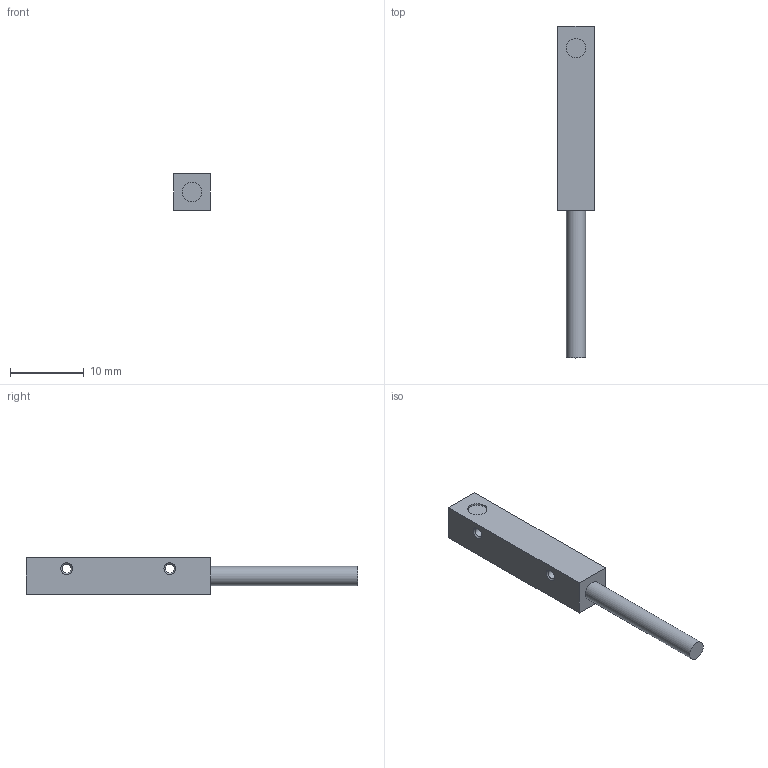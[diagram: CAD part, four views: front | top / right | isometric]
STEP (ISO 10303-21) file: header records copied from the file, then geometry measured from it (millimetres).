
FILE_DESCRIPTION(/* description */ (''),/* implementation_level */ '2;1');
FILE_NAME(/* name */ 'ipf_z3d_IBQ50176.stp',/* time_stamp */ '2026-01-07T13:23:52+01:00',/* author */ ('g.aydin'),/* organization */ (''),/* preprocessor_version */ 'ST-DEVELOPER v20.1',/* originating_system */ 'Autodesk Inventor 2026',/* authorisation */ '');
FILE_SCHEMA (('AUTOMOTIVE_DESIGN { 1 0 10303 214 3 1 1 }'));
Length unit declared in the file: millimetre
Products named in the file (1): ipf_z3d_IBQ50106
Bounding box: 5 x 45 x 5 mm (x, y, z)
Volume: 717.7 mm3; surface area: 749.9 mm2
Topology: 1 solids, 1 shells, 18 faces, 37 edges, 23 vertices
Faces by surface type: plane 8, cylinder 5, cone 4, sphere 1
Full cylindrical faces by diameter (mm): 1 x1, 1.221 x2, 2.6 x2
Entity records: 522 total; most frequent: DIRECTION 89, CARTESIAN_POINT 78, ORIENTED_EDGE 72, EDGE_CURVE 36, AXIS2_PLACEMENT_3D 34, EDGE_LOOP 25, VERTEX_POINT 23, LINE 21
